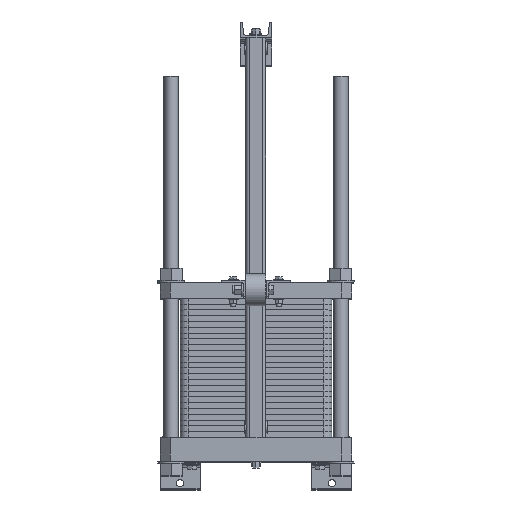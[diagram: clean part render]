
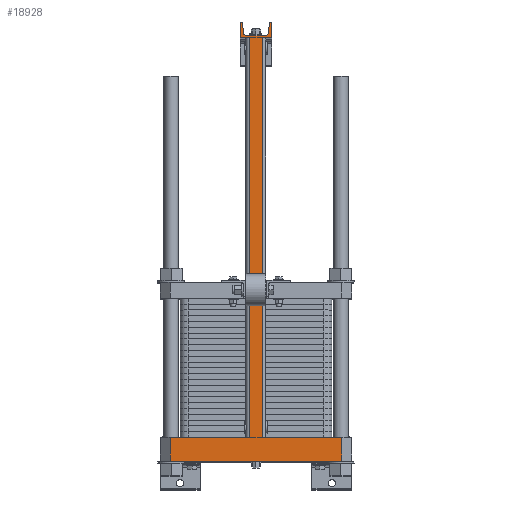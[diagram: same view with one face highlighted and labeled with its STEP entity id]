
A CAD part, top view. The second image highlights one B-rep face of the part: STEP entity #18928.
In plain terms, the highlighted planar face has unit normal (0, 0, 1).
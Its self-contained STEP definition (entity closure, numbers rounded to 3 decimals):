
#2443=LINE('',#28456,#4545);
#2444=LINE('',#28476,#4546);
#2445=LINE('',#28478,#4547);
#2446=LINE('',#28480,#4548);
#2447=LINE('',#28482,#4549);
#2448=LINE('',#28484,#4550);
#2449=LINE('',#28486,#4551);
#2450=LINE('',#28488,#4552);
#2451=LINE('',#28490,#4553);
#2452=LINE('',#28492,#4554);
#2453=LINE('',#28496,#4555);
#2454=LINE('',#28500,#4556);
#2455=LINE('',#28504,#4557);
#2456=LINE('',#28508,#4558);
#2457=LINE('',#28510,#4559);
#2458=LINE('',#28511,#4560);
#4545=VECTOR('',#22073,1.);
#4546=VECTOR('',#22078,10.);
#4547=VECTOR('',#22079,10.);
#4548=VECTOR('',#22080,10.);
#4549=VECTOR('',#22081,10.);
#4550=VECTOR('',#22082,10.);
#4551=VECTOR('',#22083,10.);
#4552=VECTOR('',#22084,10.);
#4553=VECTOR('',#22085,10.);
#4554=VECTOR('',#22086,10.);
#4555=VECTOR('',#22089,10.);
#4556=VECTOR('',#22092,10.);
#4557=VECTOR('',#22095,10.);
#4558=VECTOR('',#22098,10.);
#4559=VECTOR('',#22099,10.);
#4560=VECTOR('',#22100,10.);
#6609=PLANE('',#19904);
#7581=FACE_OUTER_BOUND('',#8503,.T.);
#8503=EDGE_LOOP('',(#14586,#14587,#14588,#14589,#14590,#14591,#14592,#14593,
#14594,#14595,#14596,#14597,#14598,#14599,#14600,#14601,#14602,#14603,#14604,
#14605));
#9728=CIRCLE('',#19905,4.);
#9729=CIRCLE('',#19906,8.);
#9730=CIRCLE('',#19907,8.);
#9731=CIRCLE('',#19908,4.);
#10904=VERTEX_POINT('',#28453);
#10905=VERTEX_POINT('',#28455);
#10906=VERTEX_POINT('',#28475);
#10907=VERTEX_POINT('',#28477);
#10908=VERTEX_POINT('',#28479);
#10909=VERTEX_POINT('',#28481);
#10910=VERTEX_POINT('',#28483);
#10911=VERTEX_POINT('',#28485);
#10912=VERTEX_POINT('',#28487);
#10913=VERTEX_POINT('',#28489);
#10914=VERTEX_POINT('',#28491);
#10915=VERTEX_POINT('',#28493);
#10916=VERTEX_POINT('',#28495);
#10917=VERTEX_POINT('',#28497);
#10918=VERTEX_POINT('',#28499);
#10919=VERTEX_POINT('',#28501);
#10920=VERTEX_POINT('',#28503);
#10921=VERTEX_POINT('',#28505);
#10922=VERTEX_POINT('',#28507);
#10923=VERTEX_POINT('',#28509);
#12395=EDGE_CURVE('',#10905,#10904,#2443,.T.);
#12398=EDGE_CURVE('',#10904,#10906,#2444,.T.);
#12399=EDGE_CURVE('',#10906,#10907,#2445,.T.);
#12400=EDGE_CURVE('',#10908,#10907,#2446,.T.);
#12401=EDGE_CURVE('',#10909,#10908,#2447,.T.);
#12402=EDGE_CURVE('',#10909,#10910,#2448,.T.);
#12403=EDGE_CURVE('',#10910,#10911,#2449,.T.);
#12404=EDGE_CURVE('',#10911,#10912,#2450,.T.);
#12405=EDGE_CURVE('',#10912,#10913,#2451,.T.);
#12406=EDGE_CURVE('',#10913,#10914,#2452,.T.);
#12407=EDGE_CURVE('',#10914,#10915,#9728,.T.);
#12408=EDGE_CURVE('',#10915,#10916,#2453,.T.);
#12409=EDGE_CURVE('',#10916,#10917,#9729,.T.);
#12410=EDGE_CURVE('',#10917,#10918,#2454,.T.);
#12411=EDGE_CURVE('',#10918,#10919,#9730,.T.);
#12412=EDGE_CURVE('',#10919,#10920,#2455,.T.);
#12413=EDGE_CURVE('',#10920,#10921,#9731,.T.);
#12414=EDGE_CURVE('',#10921,#10922,#2456,.T.);
#12415=EDGE_CURVE('',#10922,#10923,#2457,.T.);
#12416=EDGE_CURVE('',#10923,#10905,#2458,.T.);
#14586=ORIENTED_EDGE('',*,*,#12395,.T.);
#14587=ORIENTED_EDGE('',*,*,#12398,.T.);
#14588=ORIENTED_EDGE('',*,*,#12399,.T.);
#14589=ORIENTED_EDGE('',*,*,#12400,.F.);
#14590=ORIENTED_EDGE('',*,*,#12401,.F.);
#14591=ORIENTED_EDGE('',*,*,#12402,.T.);
#14592=ORIENTED_EDGE('',*,*,#12403,.T.);
#14593=ORIENTED_EDGE('',*,*,#12404,.T.);
#14594=ORIENTED_EDGE('',*,*,#12405,.T.);
#14595=ORIENTED_EDGE('',*,*,#12406,.T.);
#14596=ORIENTED_EDGE('',*,*,#12407,.T.);
#14597=ORIENTED_EDGE('',*,*,#12408,.T.);
#14598=ORIENTED_EDGE('',*,*,#12409,.T.);
#14599=ORIENTED_EDGE('',*,*,#12410,.T.);
#14600=ORIENTED_EDGE('',*,*,#12411,.T.);
#14601=ORIENTED_EDGE('',*,*,#12412,.T.);
#14602=ORIENTED_EDGE('',*,*,#12413,.T.);
#14603=ORIENTED_EDGE('',*,*,#12414,.T.);
#14604=ORIENTED_EDGE('',*,*,#12415,.T.);
#14605=ORIENTED_EDGE('',*,*,#12416,.T.);
#18928=ADVANCED_FACE('',(#7581),#6609,.T.);
#19904=AXIS2_PLACEMENT_3D('',#28474,#22076,#22077);
#19905=AXIS2_PLACEMENT_3D('',#28494,#22087,#22088);
#19906=AXIS2_PLACEMENT_3D('',#28498,#22090,#22091);
#19907=AXIS2_PLACEMENT_3D('',#28502,#22093,#22094);
#19908=AXIS2_PLACEMENT_3D('',#28506,#22096,#22097);
#22073=DIRECTION('',(0.,-1.,0.));
#22076=DIRECTION('center_axis',(0.,0.,
1.));
#22077=DIRECTION('ref_axis',(-1.,0.,0.));
#22078=DIRECTION('',(-1.,0.,0.));
#22079=DIRECTION('',(0.,-1.,0.));
#22080=DIRECTION('',(-1.,0.,0.));
#22081=DIRECTION('',(0.,-1.,0.));
#22082=DIRECTION('',(-1.,0.,0.));
#22083=DIRECTION('',(0.,1.,0.));
#22084=DIRECTION('',(1.,0.,0.));
#22085=DIRECTION('',(0.,1.,0.));
#22086=DIRECTION('',(-1.,0.,0.));
#22087=DIRECTION('center_axis',(0.,0.,1.));
#22088=DIRECTION('ref_axis',(0.,1.,0.));
#22089=DIRECTION('',(-0.091,-0.996,0.));
#22090=DIRECTION('center_axis',(0.,0.,-1.));
#22091=DIRECTION('ref_axis',(0.,1.,0.));
#22092=DIRECTION('',(-1.,0.,0.));
#22093=DIRECTION('center_axis',(0.,0.,-1.));
#22094=DIRECTION('ref_axis',(0.996,0.091,0.));
#22095=DIRECTION('',(-0.091,0.996,0.));
#22096=DIRECTION('center_axis',(0.,0.,1.));
#22097=DIRECTION('ref_axis',(0.996,0.091,0.));
#22098=DIRECTION('',(-1.,0.,0.));
#22099=DIRECTION('',(0.,-1.,0.));
#22100=DIRECTION('',(1.,0.,0.));
#28453=CARTESIAN_POINT('',(-16.2,0.,1111.));
#28455=CARTESIAN_POINT('',(-16.2,1000.,1111.));
#28456=CARTESIAN_POINT('',(-16.2,766.,1111.));
#28474=CARTESIAN_POINT('Origin',(215.,0.,
1111.));
#28475=CARTESIAN_POINT('',(-215.,0.,1111.));
#28476=CARTESIAN_POINT('',(215.,0.,1111.));
#28477=CARTESIAN_POINT('',(-215.,-60.,1111.));
#28478=CARTESIAN_POINT('',(-215.,0.,1111.));
#28479=CARTESIAN_POINT('',(215.,-60.,1111.));
#28480=CARTESIAN_POINT('',(215.,-60.,1111.));
#28481=CARTESIAN_POINT('',(215.,0.,1111.));
#28482=CARTESIAN_POINT('',(215.,0.,1111.));
#28483=CARTESIAN_POINT('',(16.2,0.,1111.));
#28484=CARTESIAN_POINT('',(215.,0.,1111.));
#28485=CARTESIAN_POINT('',(16.2,1000.,1111.));
#28486=CARTESIAN_POINT('',(16.2,0.,1111.));
#28487=CARTESIAN_POINT('',(40.,1000.,1111.));
#28488=CARTESIAN_POINT('',(-40.,1000.,1111.));
#28489=CARTESIAN_POINT('',(40.,1040.,1111.));
#28490=CARTESIAN_POINT('',(40.,1000.,1111.));
#28491=CARTESIAN_POINT('',(37.45,1040.,1111.));
#28492=CARTESIAN_POINT('',(40.,1040.,1111.));
#28493=CARTESIAN_POINT('',(33.466,1036.366,1111.));
#28494=CARTESIAN_POINT('Origin',(37.45,1036.,1111.));
#28495=CARTESIAN_POINT('',(31.347,1013.269,1111.));
#28496=CARTESIAN_POINT('',(33.466,1036.366,1111.));
#28497=CARTESIAN_POINT('',(23.381,1006.,1111.));
#28498=CARTESIAN_POINT('Origin',(23.381,1014.,1111.));
#28499=CARTESIAN_POINT('',(-23.381,1006.,1111.));
#28500=CARTESIAN_POINT('',(23.381,1006.,1111.));
#28501=CARTESIAN_POINT('',(-31.347,1013.269,1111.));
#28502=CARTESIAN_POINT('Origin',(-23.381,1014.,1111.));
#28503=CARTESIAN_POINT('',(-33.466,1036.366,1111.));
#28504=CARTESIAN_POINT('',(-31.347,1013.269,1111.));
#28505=CARTESIAN_POINT('',(-37.45,1040.,1111.));
#28506=CARTESIAN_POINT('Origin',(-37.45,1036.,1111.));
#28507=CARTESIAN_POINT('',(-40.,1040.,1111.));
#28508=CARTESIAN_POINT('',(-37.45,1040.,1111.));
#28509=CARTESIAN_POINT('',(-40.,1000.,1111.));
#28510=CARTESIAN_POINT('',(-40.,1040.,1111.));
#28511=CARTESIAN_POINT('',(-40.,1000.,1111.));
